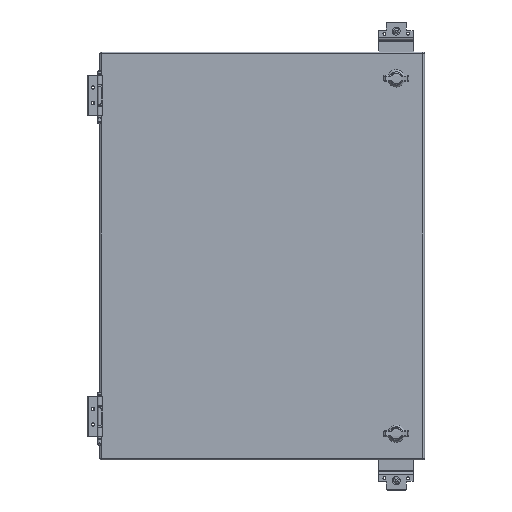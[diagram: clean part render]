
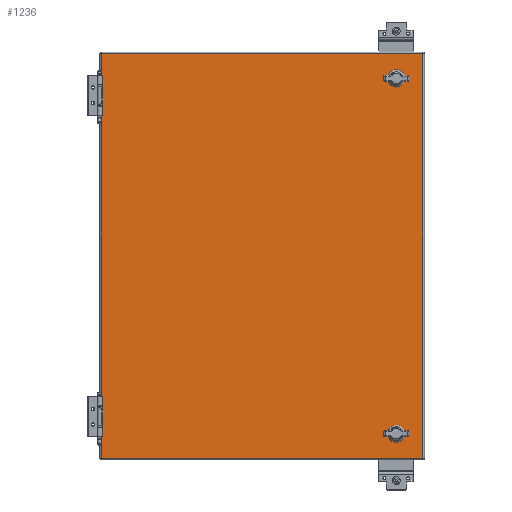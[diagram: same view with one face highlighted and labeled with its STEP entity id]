
A CAD part, top view. The second image highlights one B-rep face of the part: STEP entity #1236.
In plain terms, the highlighted planar face has unit normal (0, 0, 1).
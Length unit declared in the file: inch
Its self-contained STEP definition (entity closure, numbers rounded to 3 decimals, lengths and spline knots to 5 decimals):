
#352 = EDGE_LOOP ( 'NONE', ( #31968, #12743, #19396, #10428 ) ) ;
#373 = CARTESIAN_POINT ( 'NONE',  ( -10.2515, 12.9, 0. ) ) ;
#520 = VERTEX_POINT ( 'NONE', #32780 ) ;
#1236 = ADVANCED_FACE ( 'NONE', ( #18432 ), #15856, .F. ) ;
#2560 = DIRECTION ( 'NONE',  ( 1., 0., 0. ) ) ;
#4150 = EDGE_CURVE ( 'NONE', #18735, #520, #36447, .T. ) ;
#4494 = CARTESIAN_POINT ( 'NONE',  ( 10.2515, 0., 0. ) ) ;
#9307 = LINE ( 'NONE', #26431, #24112 ) ;
#9794 = VERTEX_POINT ( 'NONE', #373 ) ;
#10155 = VERTEX_POINT ( 'NONE', #27944 ) ;
#10264 = EDGE_CURVE ( 'NONE', #520, #10155, #15291, .T. ) ;
#10428 = ORIENTED_EDGE ( 'NONE', *, *, #24925, .T. ) ;
#12743 = ORIENTED_EDGE ( 'NONE', *, *, #4150, .T. ) ;
#12909 = DIRECTION ( 'NONE',  ( 0., 1., 0. ) ) ;
#14325 = CARTESIAN_POINT ( 'NONE',  ( -10.2515, -12.9, 0. ) ) ;
#15095 = EDGE_CURVE ( 'NONE', #9794, #18735, #33074, .T. ) ;
#15291 = LINE ( 'NONE', #4494, #28646 ) ;
#15856 = PLANE ( 'NONE',  #35869 ) ;
#18432 = FACE_OUTER_BOUND ( 'NONE', #352, .T. ) ;
#18735 = VERTEX_POINT ( 'NONE', #14325 ) ;
#19396 = ORIENTED_EDGE ( 'NONE', *, *, #10264, .T. ) ;
#21805 = DIRECTION ( 'NONE',  ( -1., 0., 0. ) ) ;
#22386 = DIRECTION ( 'NONE',  ( 0., -1., 0. ) ) ;
#24112 = VECTOR ( 'NONE', #31789, 39.37008 ) ;
#24641 = CARTESIAN_POINT ( 'NONE',  ( 0., -12.9, 0. ) ) ;
#24925 = EDGE_CURVE ( 'NONE', #10155, #9794, #9307, .T. ) ;
#26431 = CARTESIAN_POINT ( 'NONE',  ( 0., 12.9, 0. ) ) ;
#27944 = CARTESIAN_POINT ( 'NONE',  ( 10.2515, 12.9, 0. ) ) ;
#28371 = VECTOR ( 'NONE', #2560, 39.37008 ) ;
#28646 = VECTOR ( 'NONE', #12909, 39.37008 ) ;
#30483 = CARTESIAN_POINT ( 'NONE',  ( -10.2515, 0., 0. ) ) ;
#31789 = DIRECTION ( 'NONE',  ( -1., 0., 0. ) ) ;
#31852 = VECTOR ( 'NONE', #22386, 39.37008 ) ;
#31968 = ORIENTED_EDGE ( 'NONE', *, *, #15095, .T. ) ;
#32780 = CARTESIAN_POINT ( 'NONE',  ( 10.2515, -12.9, 0. ) ) ;
#33074 = LINE ( 'NONE', #30483, #31852 ) ;
#35045 = CARTESIAN_POINT ( 'NONE',  ( 0., 0., 0. ) ) ;
#35619 = DIRECTION ( 'NONE',  ( 0., 0., -1. ) ) ;
#35869 = AXIS2_PLACEMENT_3D ( 'NONE', #35045, #35619, #21805 ) ;
#36447 = LINE ( 'NONE', #24641, #28371 ) ;
